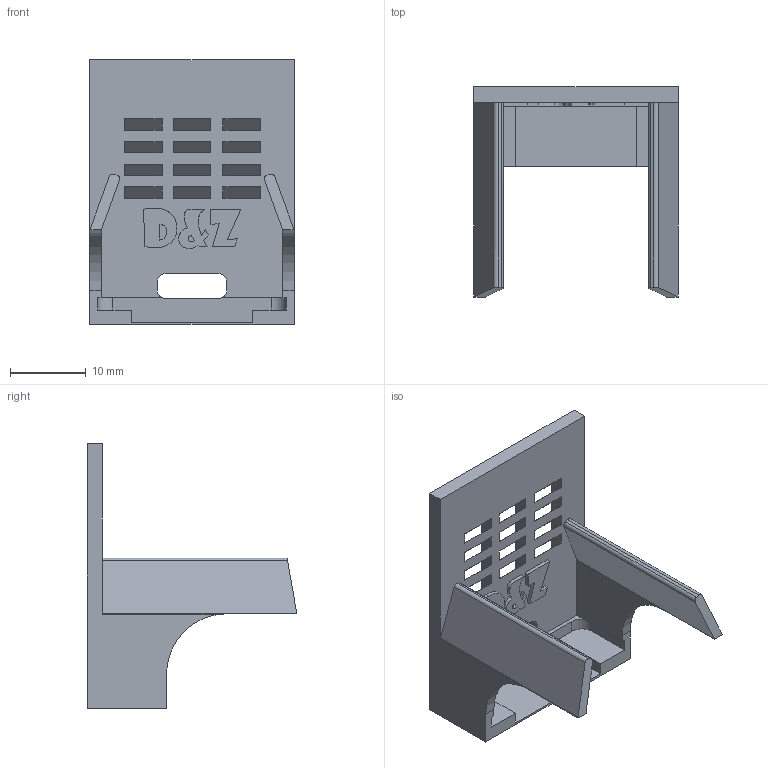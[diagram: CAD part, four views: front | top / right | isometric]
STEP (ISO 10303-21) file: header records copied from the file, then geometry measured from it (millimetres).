
FILE_DESCRIPTION(/* description */ (''),/* implementation_level */ '2;1');
FILE_NAME(/* name */ '',/* time_stamp */ '2023-02-04T18:03:15+08:00',/* author */ (''),/* organization */ (''),/* preprocessor_version */ 'ST-DEVELOPER v19.2',/* originating_system */ 'Autodesk Translation Framework v11.17.0.187',/* authorisation */ '');
FILE_SCHEMA (('AUTOMOTIVE_DESIGN { 1 0 10303 214 3 1 1 }'));
Length unit declared in the file: millimetre
Products named in the file (1): 背壳
Bounding box: 27 x 27.73 x 35 mm (x, y, z)
Volume: 2702.3 mm3; surface area: 4152.2 mm2
Topology: 1 solids, 1 shells, 222 faces, 629 edges, 416 vertices
Faces by surface type: plane 107, cylinder 74, bspline 37, torus 4
Full cylindrical faces by diameter (mm): 1.271 x2
Entity records: 7663 total; most frequent: CARTESIAN_POINT 1917, ORIENTED_EDGE 1258, DIRECTION 1079, EDGE_CURVE 629, VERTEX_POINT 416, LINE 395, VECTOR 395, AXIS2_PLACEMENT_3D 342
